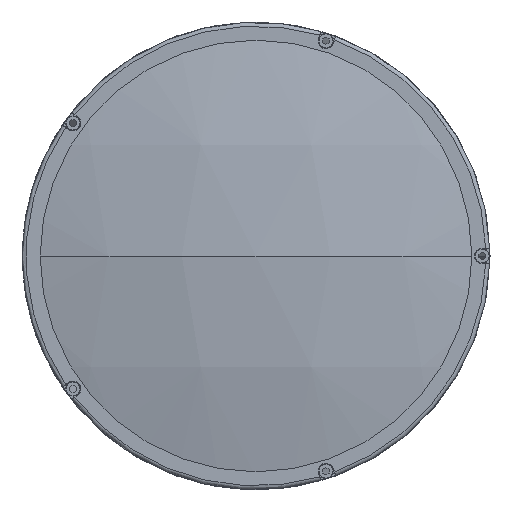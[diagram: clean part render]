
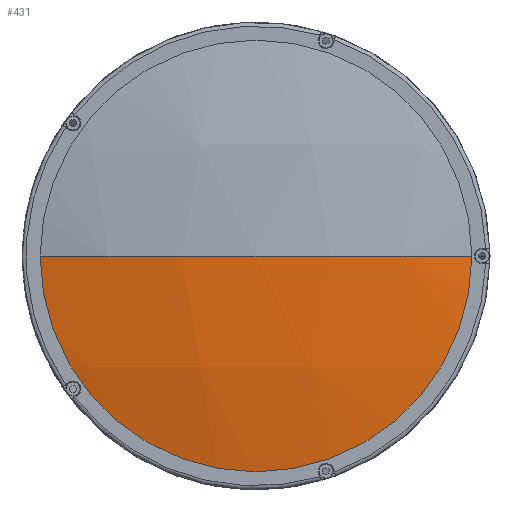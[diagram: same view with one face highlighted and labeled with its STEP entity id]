
A CAD part, left-side view. The second image highlights one B-rep face of the part: STEP entity #431.
In plain terms, the highlighted spherical face has radius 384 mm.
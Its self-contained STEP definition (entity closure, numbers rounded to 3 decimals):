
#431 = ADVANCED_FACE ( 'NONE', ( #2085 ), #4856, .T. ) ;
#557 = ORIENTED_EDGE ( 'NONE', *, *, #1333, .F. ) ;
#657 = CIRCLE ( 'NONE', #4735, 384. ) ;
#854 = DIRECTION ( 'NONE',  ( 0., 1., 0. ) ) ;
#984 = VERTEX_POINT ( 'NONE', #5797 ) ;
#1312 = CARTESIAN_POINT ( 'NONE',  ( -353.104, -85., 0. ) ) ;
#1333 = EDGE_CURVE ( 'NONE', #6402, #984, #657, .T. ) ;
#1399 = DIRECTION ( 'NONE',  ( 0., 1., 0. ) ) ;
#1463 = CARTESIAN_POINT ( 'NONE',  ( -353.104, 85., 0. ) ) ;
#2057 = DIRECTION ( 'NONE',  ( 0., 0., -1. ) ) ;
#2085 = FACE_OUTER_BOUND ( 'NONE', #2256, .T. ) ;
#2121 = DIRECTION ( 'NONE',  ( 0., 0., -1. ) ) ;
#2253 = CARTESIAN_POINT ( 'NONE',  ( 21.37, 0., 0. ) ) ;
#2256 = EDGE_LOOP ( 'NONE', ( #7121, #5883, #557 ) ) ;
#2885 = AXIS2_PLACEMENT_3D ( 'NONE', #8438, #2057, #854 ) ;
#3418 = CIRCLE ( 'NONE', #5751, 85. ) ;
#4167 = AXIS2_PLACEMENT_3D ( 'NONE', #2253, #2121, #1399 ) ;
#4482 = VERTEX_POINT ( 'NONE', #1312 ) ;
#4735 = AXIS2_PLACEMENT_3D ( 'NONE', #5689, #5686, #5682 ) ;
#4856 = SPHERICAL_SURFACE ( 'NONE', #2885, 384. ) ;
#5557 = EDGE_CURVE ( 'NONE', #4482, #984, #6604, .T. ) ;
#5682 = DIRECTION ( 'NONE',  ( 0., -1., 0. ) ) ;
#5686 = DIRECTION ( 'NONE',  ( 0., 0., 1. ) ) ;
#5689 = CARTESIAN_POINT ( 'NONE',  ( 21.37, 0., 0. ) ) ;
#5751 = AXIS2_PLACEMENT_3D ( 'NONE', #8520, #8491, #8431 ) ;
#5797 = CARTESIAN_POINT ( 'NONE',  ( -362.63, 0., 0. ) ) ;
#5883 = ORIENTED_EDGE ( 'NONE', *, *, #5557, .T. ) ;
#6402 = VERTEX_POINT ( 'NONE', #1463 ) ;
#6604 = CIRCLE ( 'NONE', #4167, 384. ) ;
#7121 = ORIENTED_EDGE ( 'NONE', *, *, #7573, .T. ) ;
#7573 = EDGE_CURVE ( 'NONE', #6402, #4482, #3418, .T. ) ;
#8431 = DIRECTION ( 'NONE',  ( 0., 0., 1. ) ) ;
#8438 = CARTESIAN_POINT ( 'NONE',  ( 21.37, 0., 0. ) ) ;
#8491 = DIRECTION ( 'NONE',  ( -1., 0., 0. ) ) ;
#8520 = CARTESIAN_POINT ( 'NONE',  ( -353.104, 0., 0. ) ) ;
